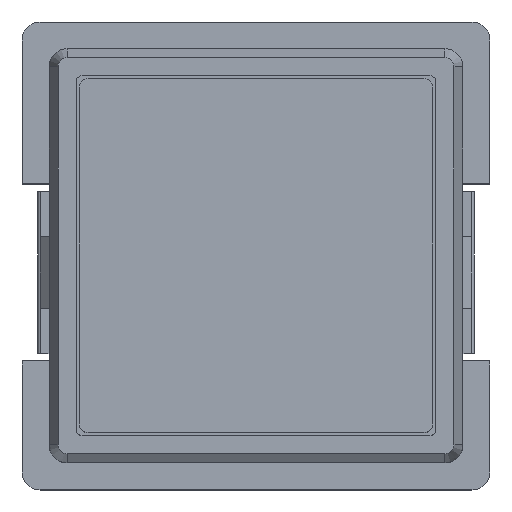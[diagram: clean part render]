
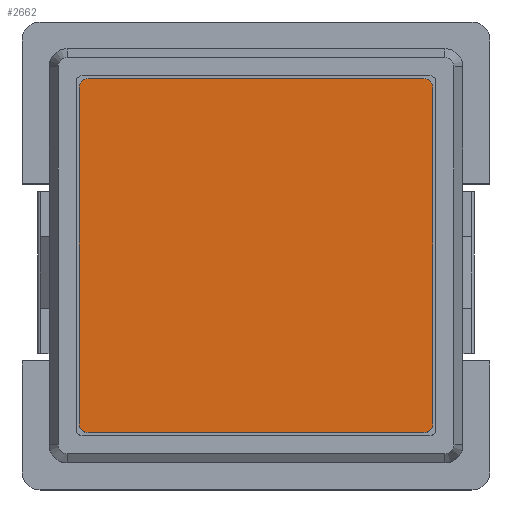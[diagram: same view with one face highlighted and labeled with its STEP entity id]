
A CAD part, top view. The second image highlights one B-rep face of the part: STEP entity #2662.
In plain terms, the highlighted planar face has unit normal (0, 0, 1).
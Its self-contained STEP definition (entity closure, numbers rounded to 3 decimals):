
#148=PLANE('',#2922);
#287=FACE_OUTER_BOUND('',#442,.T.);
#442=EDGE_LOOP('',(#2377,#2378,#2379,#2380,#2381,#2382,#2383,#2384));
#717=LINE('',#4356,#1018);
#720=LINE('',#4362,#1021);
#721=LINE('',#4366,#1022);
#722=LINE('',#4370,#1023);
#1018=VECTOR('',#3580,10.);
#1021=VECTOR('',#3585,10.);
#1022=VECTOR('',#3588,10.);
#1023=VECTOR('',#3591,10.);
#1130=CIRCLE('',#2919,0.3);
#1132=CIRCLE('',#2923,0.3);
#1133=CIRCLE('',#2924,0.3);
#1134=CIRCLE('',#2925,0.3);
#1340=VERTEX_POINT('',#4346);
#1341=VERTEX_POINT('',#4347);
#1344=VERTEX_POINT('',#4355);
#1346=VERTEX_POINT('',#4361);
#1347=VERTEX_POINT('',#4363);
#1348=VERTEX_POINT('',#4365);
#1349=VERTEX_POINT('',#4367);
#1350=VERTEX_POINT('',#4369);
#1691=EDGE_CURVE('',#1340,#1341,#1130,.T.);
#1695=EDGE_CURVE('',#1341,#1344,#717,.T.);
#1698=EDGE_CURVE('',#1346,#1340,#720,.T.);
#1699=EDGE_CURVE('',#1347,#1346,#1132,.T.);
#1700=EDGE_CURVE('',#1348,#1347,#721,.T.);
#1701=EDGE_CURVE('',#1349,#1348,#1133,.T.);
#1702=EDGE_CURVE('',#1349,#1350,#722,.T.);
#1703=EDGE_CURVE('',#1344,#1350,#1134,.T.);
#2377=ORIENTED_EDGE('',*,*,#1691,.F.);
#2378=ORIENTED_EDGE('',*,*,#1698,.F.);
#2379=ORIENTED_EDGE('',*,*,#1699,.F.);
#2380=ORIENTED_EDGE('',*,*,#1700,.F.);
#2381=ORIENTED_EDGE('',*,*,#1701,.F.);
#2382=ORIENTED_EDGE('',*,*,#1702,.T.);
#2383=ORIENTED_EDGE('',*,*,#1703,.F.);
#2384=ORIENTED_EDGE('',*,*,#1695,.F.);
#2662=ADVANCED_FACE('',(#287),#148,.T.);
#2919=AXIS2_PLACEMENT_3D('',#4348,#3572,#3573);
#2922=AXIS2_PLACEMENT_3D('',#4360,#3583,#3584);
#2923=AXIS2_PLACEMENT_3D('',#4364,#3586,#3587);
#2924=AXIS2_PLACEMENT_3D('',#4368,#3589,#3590);
#2925=AXIS2_PLACEMENT_3D('',#4371,#3592,#3593);
#3572=DIRECTION('center_axis',(0.,0.,-1.));
#3573=DIRECTION('ref_axis',(-0.707,0.707,0.));
#3580=DIRECTION('',(1.,0.,0.));
#3583=DIRECTION('center_axis',(0.,0.,1.));
#3584=DIRECTION('ref_axis',(0.,-1.,0.));
#3585=DIRECTION('',(0.,1.,0.));
#3586=DIRECTION('center_axis',(0.,0.,-1.));
#3587=DIRECTION('ref_axis',(-0.707,-0.707,0.));
#3588=DIRECTION('',(-1.,0.,0.));
#3589=DIRECTION('center_axis',(0.,0.,-1.));
#3590=DIRECTION('ref_axis',(0.707,-0.707,0.));
#3591=DIRECTION('',(0.,1.,0.));
#3592=DIRECTION('center_axis',(0.,0.,-1.));
#3593=DIRECTION('ref_axis',(0.707,0.707,0.));
#4346=CARTESIAN_POINT('',(-5.9,5.6,14.3));
#4347=CARTESIAN_POINT('',(-5.6,5.9,14.3));
#4348=CARTESIAN_POINT('Origin',(-5.6,5.6,14.3));
#4355=CARTESIAN_POINT('',(5.6,5.9,14.3));
#4356=CARTESIAN_POINT('',(-5.,5.9,14.3));
#4360=CARTESIAN_POINT('Origin',(0.,0.,
14.3));
#4361=CARTESIAN_POINT('',(-5.9,-5.6,14.3));
#4362=CARTESIAN_POINT('',(-5.9,-5.8,14.3));
#4363=CARTESIAN_POINT('',(-5.6,-5.9,14.3));
#4364=CARTESIAN_POINT('Origin',(-5.6,-5.6,14.3));
#4365=CARTESIAN_POINT('',(5.6,-5.9,14.3));
#4366=CARTESIAN_POINT('',(5.8,-5.9,14.3));
#4367=CARTESIAN_POINT('',(5.9,-5.6,14.3));
#4368=CARTESIAN_POINT('Origin',(5.6,-5.6,14.3));
#4369=CARTESIAN_POINT('',(5.9,5.6,14.3));
#4370=CARTESIAN_POINT('',(5.9,5.8,14.3));
#4371=CARTESIAN_POINT('Origin',(5.6,5.6,14.3));
